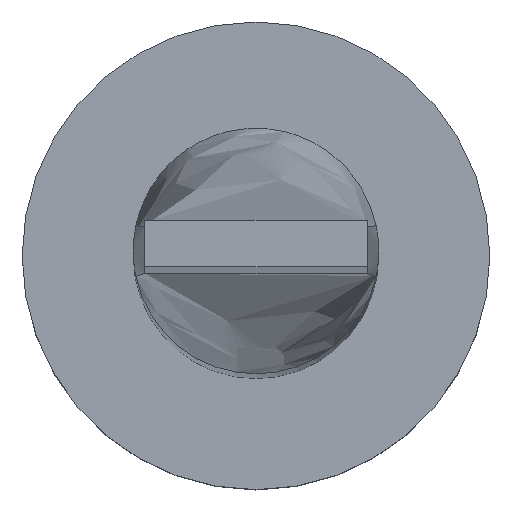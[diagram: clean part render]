
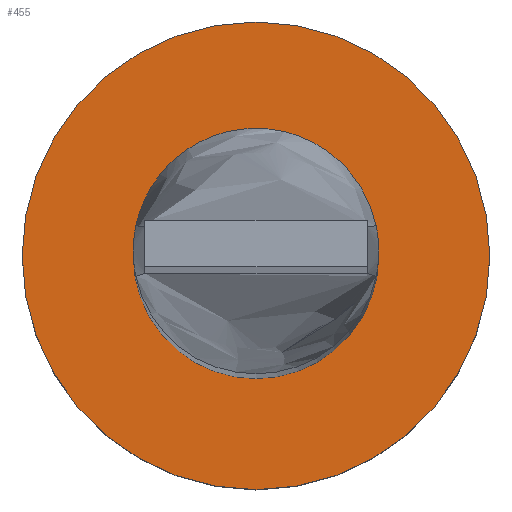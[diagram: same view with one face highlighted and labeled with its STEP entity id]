
A CAD part, top view. The second image highlights one B-rep face of the part: STEP entity #455.
In plain terms, the highlighted planar face has unit normal (0, 0, 1).
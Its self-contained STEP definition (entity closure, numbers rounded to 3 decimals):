
#11 = CARTESIAN_POINT ( 'NONE',  ( 0., 0., 3. ) ) ;
#20 = AXIS2_PLACEMENT_3D ( 'NONE', #464, #280, #323 ) ;
#54 = AXIS2_PLACEMENT_3D ( 'NONE', #549, #463, #506 ) ;
#64 = AXIS2_PLACEMENT_3D ( 'NONE', #87, #184, #177 ) ;
#65 = ORIENTED_EDGE ( 'NONE', *, *, #363, .T. ) ;
#73 = EDGE_CURVE ( 'NONE', #436, #165, #308, .T. ) ;
#82 = AXIS2_PLACEMENT_3D ( 'NONE', #11, #100, #278 ) ;
#86 = EDGE_LOOP ( 'NONE', ( #251, #297 ) ) ;
#87 = CARTESIAN_POINT ( 'NONE',  ( 0., 0., 3. ) ) ;
#89 = EDGE_LOOP ( 'NONE', ( #451, #65 ) ) ;
#95 = PLANE ( 'NONE',  #82 ) ;
#100 = DIRECTION ( 'NONE',  ( 0., 0., 1. ) ) ;
#129 = FACE_BOUND ( 'NONE', #86, .T. ) ;
#144 = EDGE_CURVE ( 'NONE', #574, #478, #198, .T. ) ;
#165 = VERTEX_POINT ( 'NONE', #230 ) ;
#177 = DIRECTION ( 'NONE',  ( 1., 0., 0. ) ) ;
#184 = DIRECTION ( 'NONE',  ( 0., 0., 1. ) ) ;
#195 = FACE_OUTER_BOUND ( 'NONE', #89, .T. ) ;
#198 = CIRCLE ( 'NONE', #20, 4. ) ;
#219 = DIRECTION ( 'NONE',  ( 1., 0., 0. ) ) ;
#230 = CARTESIAN_POINT ( 'NONE',  ( -2.1, 0., 3. ) ) ;
#231 = CARTESIAN_POINT ( 'NONE',  ( 4., 0., 3. ) ) ;
#232 = CIRCLE ( 'NONE', #64, 4. ) ;
#251 = ORIENTED_EDGE ( 'NONE', *, *, #340, .F. ) ;
#278 = DIRECTION ( 'NONE',  ( 1., 0., 0. ) ) ;
#280 = DIRECTION ( 'NONE',  ( 0., 0., 1. ) ) ;
#297 = ORIENTED_EDGE ( 'NONE', *, *, #73, .F. ) ;
#308 = CIRCLE ( 'NONE', #54, 2.1 ) ;
#323 = DIRECTION ( 'NONE',  ( 1., 0., 0. ) ) ;
#340 = EDGE_CURVE ( 'NONE', #165, #436, #361, .T. ) ;
#354 = CARTESIAN_POINT ( 'NONE',  ( -4., 0., 3. ) ) ;
#361 = CIRCLE ( 'NONE', #544, 2.1 ) ;
#363 = EDGE_CURVE ( 'NONE', #478, #574, #232, .T. ) ;
#436 = VERTEX_POINT ( 'NONE', #530 ) ;
#451 = ORIENTED_EDGE ( 'NONE', *, *, #144, .T. ) ;
#455 = ADVANCED_FACE ( 'NONE', ( #129, #195 ), #95, .T. ) ;
#463 = DIRECTION ( 'NONE',  ( 0., 0., 1. ) ) ;
#464 = CARTESIAN_POINT ( 'NONE',  ( 0., 0., 3. ) ) ;
#478 = VERTEX_POINT ( 'NONE', #231 ) ;
#492 = CARTESIAN_POINT ( 'NONE',  ( 0., 0., 3. ) ) ;
#506 = DIRECTION ( 'NONE',  ( 1., 0., 0. ) ) ;
#530 = CARTESIAN_POINT ( 'NONE',  ( 2.1, 0., 3. ) ) ;
#544 = AXIS2_PLACEMENT_3D ( 'NONE', #492, #572, #219 ) ;
#549 = CARTESIAN_POINT ( 'NONE',  ( 0., 0., 3. ) ) ;
#572 = DIRECTION ( 'NONE',  ( 0., 0., 1. ) ) ;
#574 = VERTEX_POINT ( 'NONE', #354 ) ;
